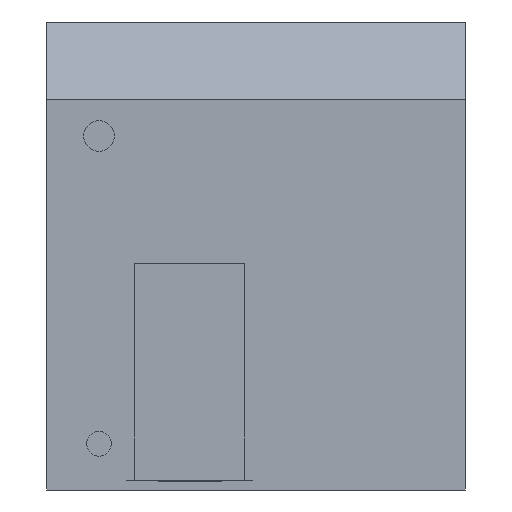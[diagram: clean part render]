
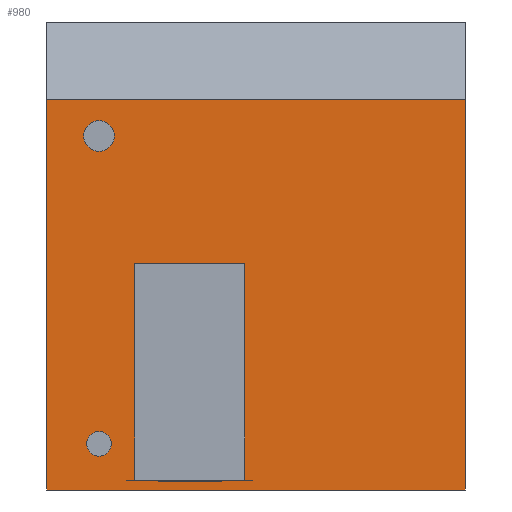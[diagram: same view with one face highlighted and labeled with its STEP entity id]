
A CAD part, front view. The second image highlights one B-rep face of the part: STEP entity #980.
In plain terms, the highlighted planar face has unit normal (0, -1, 0).
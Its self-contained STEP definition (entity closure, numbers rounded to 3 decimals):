
#17=FACE_BOUND('',#108,.T.);
#18=FACE_BOUND('',#109,.T.);
#24=CIRCLE('',#1055,25.);
#25=CIRCLE('',#1056,25.);
#28=CIRCLE('',#1061,20.);
#29=CIRCLE('',#1062,20.);
#50=FACE_OUTER_BOUND('',#107,.T.);
#107=EDGE_LOOP('',(#705,#706,#707,#708));
#108=EDGE_LOOP('',(#709,#710));
#109=EDGE_LOOP('',(#711,#712));
#185=LINE('',#1455,#313);
#189=LINE('',#1463,#317);
#192=LINE('',#1469,#320);
#193=LINE('',#1470,#321);
#313=VECTOR('',#1185,10.);
#317=VECTOR('',#1191,10.);
#320=VECTOR('',#1196,10.);
#321=VECTOR('',#1197,10.);
#421=VERTEX_POINT('',#1403);
#422=VERTEX_POINT('',#1405);
#425=VERTEX_POINT('',#1414);
#426=VERTEX_POINT('',#1416);
#441=VERTEX_POINT('',#1452);
#442=VERTEX_POINT('',#1454);
#445=VERTEX_POINT('',#1462);
#447=VERTEX_POINT('',#1468);
#518=EDGE_CURVE('',#422,#421,#24,.T.);
#519=EDGE_CURVE('',#421,#422,#25,.T.);
#523=EDGE_CURVE('',#426,#425,#28,.T.);
#524=EDGE_CURVE('',#425,#426,#29,.T.);
#541=EDGE_CURVE('',#441,#442,#185,.T.);
#545=EDGE_CURVE('',#445,#441,#189,.T.);
#548=EDGE_CURVE('',#447,#442,#192,.T.);
#549=EDGE_CURVE('',#445,#447,#193,.T.);
#705=ORIENTED_EDGE('',*,*,#548,.T.);
#706=ORIENTED_EDGE('',*,*,#541,.F.);
#707=ORIENTED_EDGE('',*,*,#545,.F.);
#708=ORIENTED_EDGE('',*,*,#549,.T.);
#709=ORIENTED_EDGE('',*,*,#518,.T.);
#710=ORIENTED_EDGE('',*,*,#519,.T.);
#711=ORIENTED_EDGE('',*,*,#523,.T.);
#712=ORIENTED_EDGE('',*,*,#524,.T.);
#923=PLANE('',#1068);
#980=ADVANCED_FACE('',(#50,#17,#18),#923,.T.);
#1055=AXIS2_PLACEMENT_3D('',#1406,#1144,#1145);
#1056=AXIS2_PLACEMENT_3D('',#1407,#1146,#1147);
#1061=AXIS2_PLACEMENT_3D('',#1417,#1157,#1158);
#1062=AXIS2_PLACEMENT_3D('',#1418,#1159,#1160);
#1068=AXIS2_PLACEMENT_3D('',#1467,#1194,#1195);
#1144=DIRECTION('center_axis',(0.,1.,0.));
#1145=DIRECTION('ref_axis',(1.,0.,0.));
#1146=DIRECTION('center_axis',(0.,1.,0.));
#1147=DIRECTION('ref_axis',(1.,0.,0.));
#1157=DIRECTION('center_axis',(0.,1.,0.));
#1158=DIRECTION('ref_axis',(1.,0.,0.));
#1159=DIRECTION('center_axis',(0.,1.,0.));
#1160=DIRECTION('ref_axis',(1.,0.,0.));
#1185=DIRECTION('',(0.,0.,-1.));
#1191=DIRECTION('',(1.,0.,0.));
#1194=DIRECTION('center_axis',(0.,-1.,0.));
#1195=DIRECTION('ref_axis',(0.,0.,-1.));
#1196=DIRECTION('',(1.,0.,0.));
#1197=DIRECTION('',(0.,0.,-1.));
#1403=CARTESIAN_POINT('',(60.,0.,195.));
#1405=CARTESIAN_POINT('',(110.,0.,195.));
#1406=CARTESIAN_POINT('Origin',(85.,0.,195.));
#1407=CARTESIAN_POINT('Origin',(85.,0.,195.));
#1414=CARTESIAN_POINT('',(65.,0.,-305.));
#1416=CARTESIAN_POINT('',(105.,0.,-305.));
#1417=CARTESIAN_POINT('Origin',(85.,0.,-305.));
#1418=CARTESIAN_POINT('Origin',(85.,0.,-305.));
#1452=CARTESIAN_POINT('',(680.,0.,254.));
#1454=CARTESIAN_POINT('',(680.,0.,-380.));
#1455=CARTESIAN_POINT('',(680.,0.,254.));
#1462=CARTESIAN_POINT('',(0.,0.,254.));
#1463=CARTESIAN_POINT('',(0.,0.,254.));
#1467=CARTESIAN_POINT('Origin',(0.,0.,254.));
#1468=CARTESIAN_POINT('',(0.,0.,-380.));
#1469=CARTESIAN_POINT('',(0.,0.,-380.));
#1470=CARTESIAN_POINT('',(0.,0.,254.));
